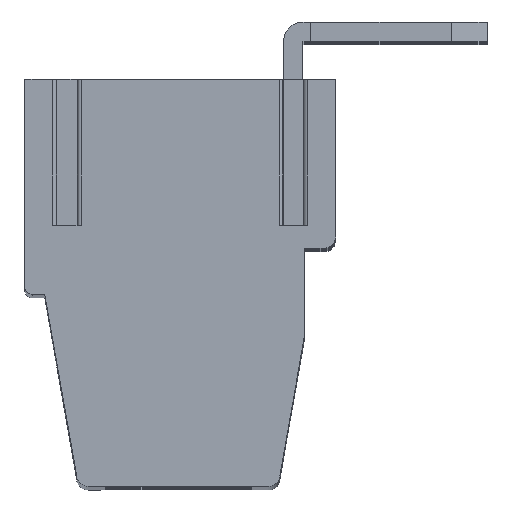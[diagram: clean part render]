
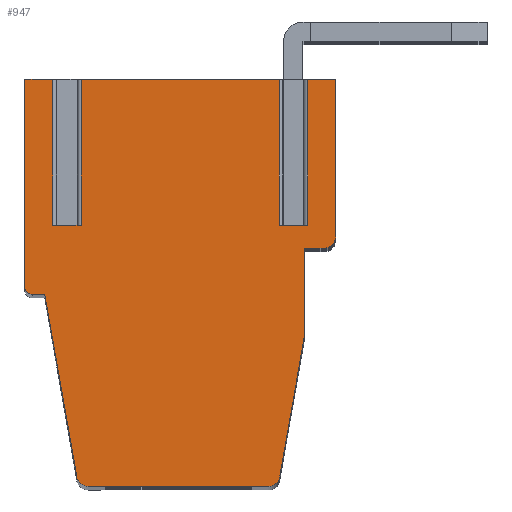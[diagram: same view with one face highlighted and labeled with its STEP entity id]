
A CAD part, top view. The second image highlights one B-rep face of the part: STEP entity #947.
In plain terms, the highlighted planar face has unit normal (0, 0, 1).
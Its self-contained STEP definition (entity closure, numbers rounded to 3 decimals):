
#947 = ADVANCED_FACE( '', ( #2235 ), #2236, .F. );
#2235 = FACE_OUTER_BOUND( '', #3879, .T. );
#2236 = PLANE( '', #3880 );
#3879 = EDGE_LOOP( '', ( #6792, #6793, #6794, #6795, #6796, #6797, #6798, #6799, #6800, #6801, #6802, #6803, #6804, #6805, #6806, #6807, #6808, #6809, #6810, #6811, #6812 ) );
#3880 = AXIS2_PLACEMENT_3D( '', #6813, #6814, #6815 );
#6792 = ORIENTED_EDGE( '', *, *, #11074, .T. );
#6793 = ORIENTED_EDGE( '', *, *, #11075, .T. );
#6794 = ORIENTED_EDGE( '', *, *, #10556, .T. );
#6795 = ORIENTED_EDGE( '', *, *, #11076, .T. );
#6796 = ORIENTED_EDGE( '', *, *, #11077, .T. );
#6797 = ORIENTED_EDGE( '', *, *, #11078, .F. );
#6798 = ORIENTED_EDGE( '', *, *, #11079, .T. );
#6799 = ORIENTED_EDGE( '', *, *, #11080, .T. );
#6800 = ORIENTED_EDGE( '', *, *, #11081, .T. );
#6801 = ORIENTED_EDGE( '', *, *, #10082, .F. );
#6802 = ORIENTED_EDGE( '', *, *, #10677, .T. );
#6803 = ORIENTED_EDGE( '', *, *, #11082, .T. );
#6804 = ORIENTED_EDGE( '', *, *, #11083, .T. );
#6805 = ORIENTED_EDGE( '', *, *, #10487, .T. );
#6806 = ORIENTED_EDGE( '', *, *, #11084, .T. );
#6807 = ORIENTED_EDGE( '', *, *, #11085, .F. );
#6808 = ORIENTED_EDGE( '', *, *, #10149, .F. );
#6809 = ORIENTED_EDGE( '', *, *, #11086, .T. );
#6810 = ORIENTED_EDGE( '', *, *, #11087, .T. );
#6811 = ORIENTED_EDGE( '', *, *, #10594, .T. );
#6812 = ORIENTED_EDGE( '', *, *, #11088, .T. );
#6813 = CARTESIAN_POINT( '', ( 291.952, 1.043, -2.5 ) );
#6814 = DIRECTION( '', ( 0., 0., -1. ) );
#6815 = DIRECTION( '', ( 0., -1., 0. ) );
#10082 = EDGE_CURVE( '', #12167, #12163, #12169, .T. );
#10149 = EDGE_CURVE( '', #12283, #12285, #12286, .T. );
#10487 = EDGE_CURVE( '', #12801, #12873, #12875, .T. );
#10556 = EDGE_CURVE( '', #12992, #12990, #12993, .T. );
#10594 = EDGE_CURVE( '', #13055, #13053, #13056, .T. );
#10677 = EDGE_CURVE( '', #12167, #13192, #13194, .T. );
#11074 = EDGE_CURVE( '', #13820, #13821, #13822, .T. );
#11075 = EDGE_CURVE( '', #13821, #12992, #13823, .T. );
#11076 = EDGE_CURVE( '', #12990, #13824, #13825, .T. );
#11077 = EDGE_CURVE( '', #13824, #13826, #13827, .T. );
#11078 = EDGE_CURVE( '', #13828, #13826, #13829, .T. );
#11079 = EDGE_CURVE( '', #13828, #13830, #13831, .T. );
#11080 = EDGE_CURVE( '', #13830, #13832, #13833, .T. );
#11081 = EDGE_CURVE( '', #13832, #12163, #13834, .T. );
#11082 = EDGE_CURVE( '', #13192, #13835, #13836, .T. );
#11083 = EDGE_CURVE( '', #13835, #12801, #13837, .T. );
#11084 = EDGE_CURVE( '', #12873, #13838, #13839, .T. );
#11085 = EDGE_CURVE( '', #12285, #13838, #13840, .T. );
#11086 = EDGE_CURVE( '', #12283, #13841, #13842, .T. );
#11087 = EDGE_CURVE( '', #13841, #13055, #13843, .T. );
#11088 = EDGE_CURVE( '', #13053, #13820, #13844, .T. );
#12163 = VERTEX_POINT( '', #15222 );
#12167 = VERTEX_POINT( '', #15227 );
#12169 = CIRCLE( '', #15230, 0.298 );
#12283 = VERTEX_POINT( '', #15389 );
#12285 = VERTEX_POINT( '', #15392 );
#12286 = LINE( '', #15393, #15394 );
#12801 = VERTEX_POINT( '', #16185 );
#12873 = VERTEX_POINT( '', #16295 );
#12875 = LINE( '', #16298, #16299 );
#12990 = VERTEX_POINT( '', #16464 );
#12992 = VERTEX_POINT( '', #16466 );
#12993 = LINE( '', #16467, #16468 );
#13053 = VERTEX_POINT( '', #16553 );
#13055 = VERTEX_POINT( '', #16555 );
#13056 = LINE( '', #16556, #16557 );
#13192 = VERTEX_POINT( '', #16755 );
#13194 = LINE( '', #16758, #16759 );
#13820 = VERTEX_POINT( '', #17684 );
#13821 = VERTEX_POINT( '', #17685 );
#13822 = LINE( '', #17686, #17687 );
#13823 = LINE( '', #17688, #17689 );
#13824 = VERTEX_POINT( '', #17690 );
#13825 = LINE( '', #17691, #17692 );
#13826 = VERTEX_POINT( '', #17693 );
#13827 = LINE( '', #17694, #17695 );
#13828 = VERTEX_POINT( '', #17696 );
#13829 = LINE( '', #17697, #17698 );
#13830 = VERTEX_POINT( '', #17699 );
#13831 = CIRCLE( '', #17700, 0.198 );
#13832 = VERTEX_POINT( '', #17701 );
#13833 = LINE( '', #17702, #17703 );
#13834 = LINE( '', #17704, #17705 );
#13835 = VERTEX_POINT( '', #17706 );
#13836 = CIRCLE( '', #17707, 0.298 );
#13837 = LINE( '', #17708, #17709 );
#13838 = VERTEX_POINT( '', #17710 );
#13839 = LINE( '', #17711, #17712 );
#13840 = CIRCLE( '', #17713, 0.298 );
#13841 = VERTEX_POINT( '', #17714 );
#13842 = LINE( '', #17715, #17716 );
#13843 = LINE( '', #17717, #17718 );
#13844 = LINE( '', #17719, #17720 );
#15222 = CARTESIAN_POINT( '', ( 289.305, -9.275, -2.5 ) );
#15227 = CARTESIAN_POINT( '', ( 289.602, -9.558, -2.5 ) );
#15230 = AXIS2_PLACEMENT_3D( '', #19484, #19485, #19486 );
#15389 = CARTESIAN_POINT( '', ( 296.05, 1.043, -2.5 ) );
#15392 = CARTESIAN_POINT( '', ( 296.05, -3.055, -2.5 ) );
#15393 = CARTESIAN_POINT( '', ( 296.05, 1.043, -2.5 ) );
#15394 = VECTOR( '', #19551, 1000. );
#16185 = CARTESIAN_POINT( '', ( 295.236, -5.661, -2.5 ) );
#16295 = CARTESIAN_POINT( '', ( 295.236, -3.353, -2.5 ) );
#16298 = CARTESIAN_POINT( '', ( 295.236, -5.661, -2.5 ) );
#16299 = VECTOR( '', #19849, 1000. );
#16464 = CARTESIAN_POINT( '', ( 288.68, -2.757, -2.5 ) );
#16466 = CARTESIAN_POINT( '', ( 289.42, -2.757, -2.5 ) );
#16467 = CARTESIAN_POINT( '', ( 289.37, -2.757, -2.5 ) );
#16468 = VECTOR( '', #19920, 1000. );
#16553 = CARTESIAN_POINT( '', ( 294.58, -2.757, -2.5 ) );
#16555 = CARTESIAN_POINT( '', ( 295.32, -2.757, -2.5 ) );
#16556 = CARTESIAN_POINT( '', ( 295.27, -2.757, -2.5 ) );
#16557 = VECTOR( '', #19958, 1000. );
#16755 = CARTESIAN_POINT( '', ( 294.302, -9.558, -2.5 ) );
#16758 = CARTESIAN_POINT( '', ( 289.602, -9.558, -2.5 ) );
#16759 = VECTOR( '', #20031, 1000. );
#17684 = CARTESIAN_POINT( '', ( 294.58, 1.043, -2.5 ) );
#17685 = CARTESIAN_POINT( '', ( 289.42, 1.043, -2.5 ) );
#17686 = CARTESIAN_POINT( '', ( 291.952, 1.043, -2.5 ) );
#17687 = VECTOR( '', #20389, 1000. );
#17688 = CARTESIAN_POINT( '', ( 289.42, 1.043, -2.5 ) );
#17689 = VECTOR( '', #20390, 1000. );
#17690 = CARTESIAN_POINT( '', ( 288.68, 1.043, -2.5 ) );
#17691 = CARTESIAN_POINT( '', ( 288.68, 1.043, -2.5 ) );
#17692 = VECTOR( '', #20391, 1000. );
#17693 = CARTESIAN_POINT( '', ( 287.954, 1.043, -2.5 ) );
#17694 = CARTESIAN_POINT( '', ( 291.952, 1.043, -2.5 ) );
#17695 = VECTOR( '', #20392, 1000. );
#17696 = CARTESIAN_POINT( '', ( 287.954, -4.355, -2.5 ) );
#17697 = CARTESIAN_POINT( '', ( 287.954, -4.355, -2.5 ) );
#17698 = VECTOR( '', #20393, 1000. );
#17699 = CARTESIAN_POINT( '', ( 288.152, -4.553, -2.5 ) );
#17700 = AXIS2_PLACEMENT_3D( '', #20394, #20395, #20396 );
#17701 = CARTESIAN_POINT( '', ( 288.473, -4.553, -2.5 ) );
#17702 = CARTESIAN_POINT( '', ( 288.152, -4.553, -2.5 ) );
#17703 = VECTOR( '', #20397, 1000. );
#17704 = CARTESIAN_POINT( '', ( 288.473, -4.553, -2.5 ) );
#17705 = VECTOR( '', #20398, 1000. );
#17706 = CARTESIAN_POINT( '', ( 294.599, -9.275, -2.5 ) );
#17707 = AXIS2_PLACEMENT_3D( '', #20399, #20400, #20401 );
#17708 = CARTESIAN_POINT( '', ( 294.595, -9.298, -2.5 ) );
#17709 = VECTOR( '', #20402, 1000. );
#17710 = CARTESIAN_POINT( '', ( 295.752, -3.353, -2.5 ) );
#17711 = CARTESIAN_POINT( '', ( 295.236, -3.353, -2.5 ) );
#17712 = VECTOR( '', #20403, 1000. );
#17713 = AXIS2_PLACEMENT_3D( '', #20404, #20405, #20406 );
#17714 = CARTESIAN_POINT( '', ( 295.32, 1.043, -2.5 ) );
#17715 = CARTESIAN_POINT( '', ( 291.952, 1.043, -2.5 ) );
#17716 = VECTOR( '', #20407, 1000. );
#17717 = CARTESIAN_POINT( '', ( 295.32, 1.043, -2.5 ) );
#17718 = VECTOR( '', #20408, 1000. );
#17719 = CARTESIAN_POINT( '', ( 294.58, 1.043, -2.5 ) );
#17720 = VECTOR( '', #20409, 1000. );
#19484 = CARTESIAN_POINT( '', ( 289.602, -9.26, -2.5 ) );
#19485 = DIRECTION( '', ( 0., 0., -1. ) );
#19486 = DIRECTION( '', ( 0., -1., 0. ) );
#19551 = DIRECTION( '', ( 0., -1., 0. ) );
#19849 = DIRECTION( '', ( 0., 1., 0. ) );
#19920 = DIRECTION( '', ( -1., 0., 0. ) );
#19958 = DIRECTION( '', ( -1., 0., 0. ) );
#20031 = DIRECTION( '', ( 1., 0., 0. ) );
#20389 = DIRECTION( '', ( -1., 0., 0. ) );
#20390 = DIRECTION( '', ( 0., -1., 0. ) );
#20391 = DIRECTION( '', ( 0., 1., 0. ) );
#20392 = DIRECTION( '', ( -1., 0., 0. ) );
#20393 = DIRECTION( '', ( 0., 1., 0. ) );
#20394 = CARTESIAN_POINT( '', ( 288.152, -4.355, -2.5 ) );
#20395 = DIRECTION( '', ( 0., 0., 1. ) );
#20396 = DIRECTION( '', ( -1., 0., 0. ) );
#20397 = DIRECTION( '', ( 1., 0., 0. ) );
#20398 = DIRECTION( '', ( 0.174, -0.985, 0. ) );
#20399 = CARTESIAN_POINT( '', ( 294.302, -9.26, -2.5 ) );
#20400 = DIRECTION( '', ( 0., 0., 1. ) );
#20401 = DIRECTION( '', ( 0., -1., 0. ) );
#20402 = DIRECTION( '', ( 0.174, 0.985, 0. ) );
#20403 = DIRECTION( '', ( 1., 0., 0. ) );
#20404 = CARTESIAN_POINT( '', ( 295.752, -3.055, -2.5 ) );
#20405 = DIRECTION( '', ( 0., 0., -1. ) );
#20406 = DIRECTION( '', ( 1., 0., 0. ) );
#20407 = DIRECTION( '', ( -1., 0., 0. ) );
#20408 = DIRECTION( '', ( 0., -1., 0. ) );
#20409 = DIRECTION( '', ( 0., 1., 0. ) );
